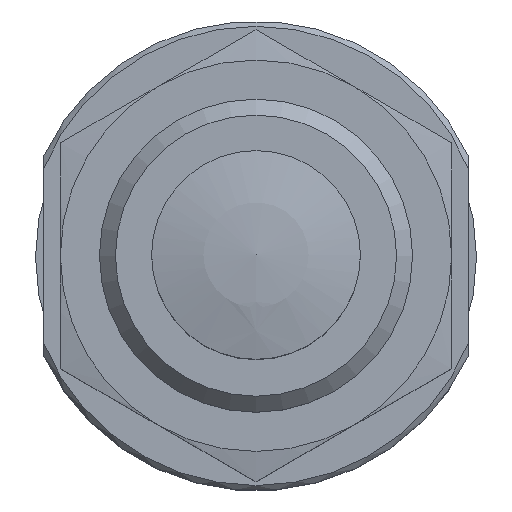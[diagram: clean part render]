
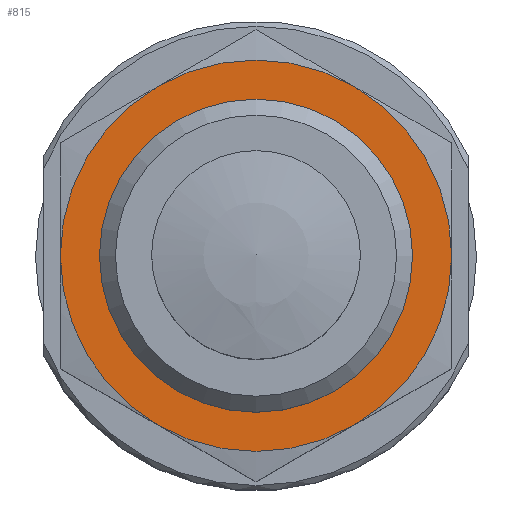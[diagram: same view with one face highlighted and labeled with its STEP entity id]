
A CAD part, top view. The second image highlights one B-rep face of the part: STEP entity #815.
In plain terms, the highlighted face is planar.
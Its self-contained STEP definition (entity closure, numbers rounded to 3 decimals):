
#217=ORIENTED_EDGE('',*,*,#398,.F.);
#218=ORIENTED_EDGE('',*,*,#378,.T.);
#219=ORIENTED_EDGE('',*,*,#379,.T.);
#220=ORIENTED_EDGE('',*,*,#382,.T.);
#221=ORIENTED_EDGE('',*,*,#388,.T.);
#222=ORIENTED_EDGE('',*,*,#397,.T.);
#223=ORIENTED_EDGE('',*,*,#387,.T.);
#378=EDGE_CURVE('',#471,#473,#538,.T.);
#379=EDGE_CURVE('',#473,#474,#539,.T.);
#382=EDGE_CURVE('',#474,#476,#540,.T.);
#387=EDGE_CURVE('',#478,#471,#541,.T.);
#388=EDGE_CURVE('',#476,#480,#542,.T.);
#397=EDGE_CURVE('',#480,#478,#545,.T.);
#398=EDGE_CURVE('',#485,#485,#546,.T.);
#471=VERTEX_POINT('',#1396);
#473=VERTEX_POINT('',#1402);
#474=VERTEX_POINT('',#1406);
#476=VERTEX_POINT('',#1418);
#478=VERTEX_POINT('',#1433);
#480=VERTEX_POINT('',#1442);
#485=VERTEX_POINT('',#1479);
#538=CIRCLE('',#947,7.5);
#539=CIRCLE('',#949,7.5);
#540=CIRCLE('',#951,7.5);
#541=CIRCLE('',#953,7.5);
#542=CIRCLE('',#955,7.5);
#545=CIRCLE('',#961,7.5);
#546=CIRCLE('',#963,6.);
#611=EDGE_LOOP('',(#217));
#612=EDGE_LOOP('',(#218,#219,#220,#221,#222,#223));
#707=FACE_BOUND('',#611,.T.);
#708=FACE_BOUND('',#612,.T.);
#773=PLANE('',#962);
#815=ADVANCED_FACE('',(#707,#708),#773,.F.);
#947=AXIS2_PLACEMENT_3D('',#1403,#1106,#1107);
#949=AXIS2_PLACEMENT_3D('',#1405,#1110,#1111);
#951=AXIS2_PLACEMENT_3D('',#1417,#1114,#1115);
#953=AXIS2_PLACEMENT_3D('',#1439,#1118,#1119);
#955=AXIS2_PLACEMENT_3D('',#1441,#1122,#1123);
#961=AXIS2_PLACEMENT_3D('',#1476,#1134,#1135);
#962=AXIS2_PLACEMENT_3D('',#1477,#1136,#1137);
#963=AXIS2_PLACEMENT_3D('',#1478,#1138,#1139);
#1106=DIRECTION('',(1.,0.,0.));
#1107=DIRECTION('',(0.,0.,-1.));
#1110=DIRECTION('',(1.,0.,0.));
#1111=DIRECTION('',(0.,0.,-1.));
#1114=DIRECTION('',(1.,0.,0.));
#1115=DIRECTION('',(0.,0.,-1.));
#1118=DIRECTION('',(1.,0.,0.));
#1119=DIRECTION('',(0.,0.,-1.));
#1122=DIRECTION('',(1.,0.,0.));
#1123=DIRECTION('',(0.,0.,-1.));
#1134=DIRECTION('',(1.,0.,0.));
#1135=DIRECTION('',(0.,0.,-1.));
#1136=DIRECTION('',(-1.,0.,0.));
#1137=DIRECTION('',(0.,0.,1.));
#1138=DIRECTION('',(1.,0.,0.));
#1139=DIRECTION('',(0.,0.,-1.));
#1396=CARTESIAN_POINT('',(4.,0.,-7.5));
#1402=CARTESIAN_POINT('',(4.,6.495,-3.75));
#1403=CARTESIAN_POINT('',(4.,0.,0.));
#1405=CARTESIAN_POINT('',(4.,0.,0.));
#1406=CARTESIAN_POINT('',(4.,6.495,3.75));
#1417=CARTESIAN_POINT('',(4.,0.,0.));
#1418=CARTESIAN_POINT('',(4.,0.,7.5));
#1433=CARTESIAN_POINT('',(4.,-6.495,-3.75));
#1439=CARTESIAN_POINT('',(4.,0.,0.));
#1441=CARTESIAN_POINT('',(4.,0.,0.));
#1442=CARTESIAN_POINT('',(4.,-6.495,3.75));
#1476=CARTESIAN_POINT('',(4.,0.,0.));
#1477=CARTESIAN_POINT('',(4.,7.5,0.));
#1478=CARTESIAN_POINT('',(4.,0.,0.));
#1479=CARTESIAN_POINT('',(4.,0.,-6.));
